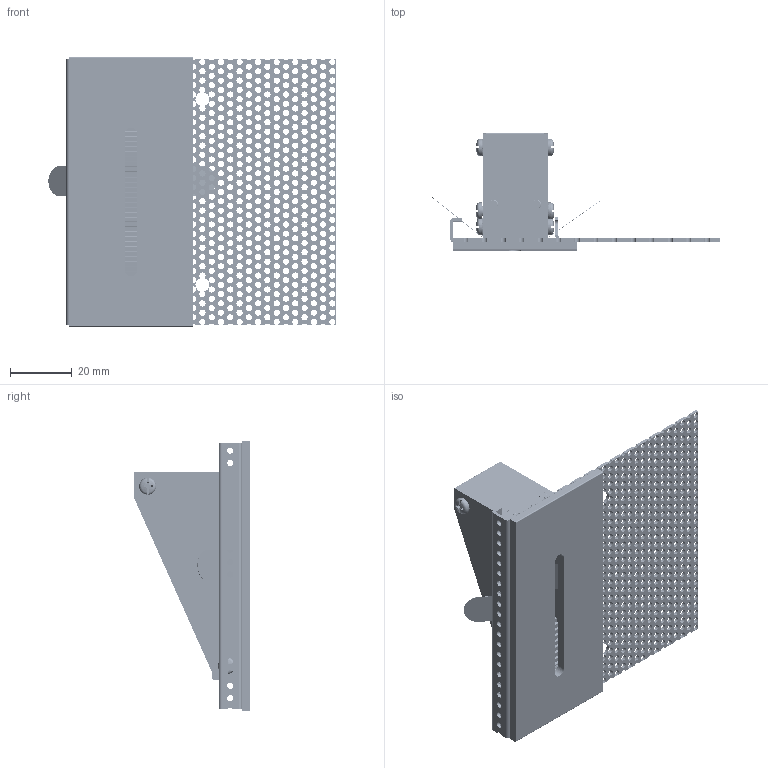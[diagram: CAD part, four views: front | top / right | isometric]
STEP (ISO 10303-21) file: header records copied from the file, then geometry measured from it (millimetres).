
FILE_DESCRIPTION(('CATIA V5 STEP Exchange','CAx-IF Rec.Pracs.--- Model Styling and Organization---1.4--- 2014-01-23','CAx-IF Rec.Pracs.---3D Tessellated Data Validation Properties---0.5---2014-09-14'),'2;1');
FILE_NAME('GW-L615.stp','2025-06-05T02:39:07+00:00',('none'),('none'),'CATIA Version 5-6 Release 2018','CATIA V5 STEP AP242','none');
FILE_SCHEMA(('AP242_MANAGED_MODEL_BASED_3D_ENGINEERING_MIM_LF {1 0 10303 442 1 1 4}'));
Products named in the file (9): L615装; 侧ф澘; 型材; 型材_Duplicated_1; 光源.1; M3×5; 不锈钢弹片.1; 1.1; 暗装_Duplicated_2
Assembly tree (18 placements, depth 2):
  L615装
    侧ф澘  x2
    型材
    型材_Duplicated_1
    光源.1
    M3×5  x8
    不锈钢弹片.1  x2
    1.1  x2
    暗装_Duplicated_2
Bounding box: 92.84 x 37.8 x 87 mm (x, y, z)
Volume: 22472.4 mm3; surface area: 37637.8 mm2
Topology: 19 solids, 19 shells, 2414 faces, 7252 edges, 4836 vertices
Faces by surface type: cylinder 1856, plane 444, torus 48, sphere 34, bspline 16, cone 16
Entity records: 68599 total; most frequent: CARTESIAN_POINT 15878, ORIENTED_EDGE 11542, DIRECTION 7804, EDGE_CURVE 5771, AXIS2_PLACEMENT_3D 4302, VERTEX_POINT 3857, EDGE_LOOP 3198, CIRCLE 3133
